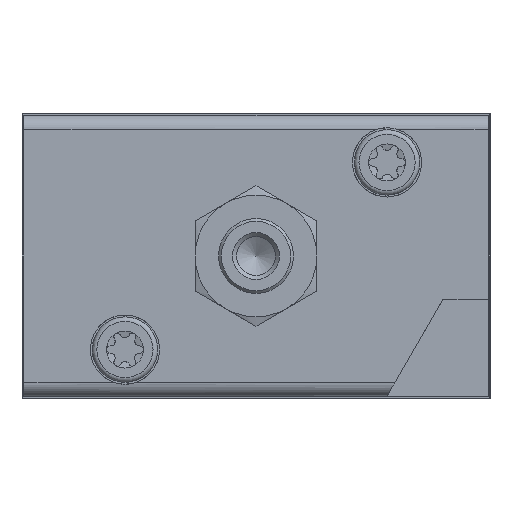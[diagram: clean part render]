
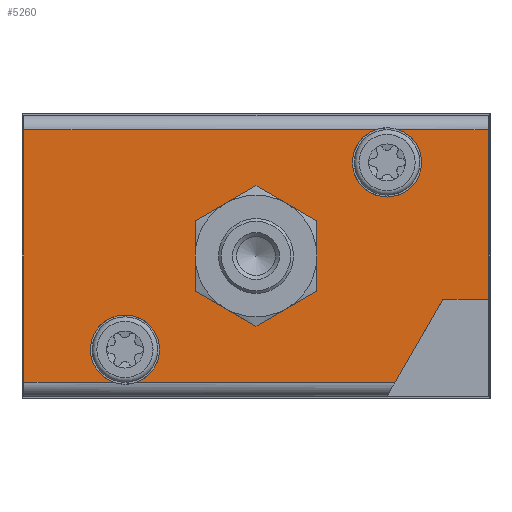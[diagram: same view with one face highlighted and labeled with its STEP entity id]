
A CAD part, left-side view. The second image highlights one B-rep face of the part: STEP entity #5260.
In plain terms, the highlighted planar face has unit normal (-1, 0, 0).
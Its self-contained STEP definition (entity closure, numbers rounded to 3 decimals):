
#28=PLANE('',#5660);
#424=LINE('',#8441,#763);
#426=LINE('',#8449,#765);
#433=LINE('',#8492,#772);
#435=LINE('',#8500,#774);
#446=LINE('',#8545,#785);
#447=LINE('',#8547,#786);
#448=LINE('',#8549,#787);
#449=LINE('',#8551,#788);
#763=VECTOR('',#6300,1000.);
#765=VECTOR('',#6306,1000.);
#772=VECTOR('',#6327,1000.);
#774=VECTOR('',#6333,1000.);
#785=VECTOR('',#6376,1000.);
#786=VECTOR('',#6377,1000.);
#787=VECTOR('',#6378,1000.);
#788=VECTOR('',#6381,1000.);
#1294=ORIENTED_EDGE('',*,*,#2848,.T.);
#1295=ORIENTED_EDGE('',*,*,#2809,.T.);
#1296=ORIENTED_EDGE('',*,*,#2849,.T.);
#1297=ORIENTED_EDGE('',*,*,#2850,.T.);
#1298=ORIENTED_EDGE('',*,*,#2851,.F.);
#1299=ORIENTED_EDGE('',*,*,#2823,.F.);
#1300=ORIENTED_EDGE('',*,*,#2852,.T.);
#1301=ORIENTED_EDGE('',*,*,#2827,.F.);
#1302=ORIENTED_EDGE('',*,*,#2853,.T.);
#1303=ORIENTED_EDGE('',*,*,#2805,.T.);
#1304=ORIENTED_EDGE('',*,*,#2854,.F.);
#1305=ORIENTED_EDGE('',*,*,#2855,.F.);
#1306=ORIENTED_EDGE('',*,*,#2856,.F.);
#1307=ORIENTED_EDGE('',*,*,#2857,.F.);
#1308=ORIENTED_EDGE('',*,*,#2858,.F.);
#1309=ORIENTED_EDGE('',*,*,#2859,.F.);
#2805=EDGE_CURVE('',#3560,#3558,#424,.T.);
#2809=EDGE_CURVE('',#3559,#3563,#426,.T.);
#2823=EDGE_CURVE('',#3576,#3578,#433,.T.);
#2827=EDGE_CURVE('',#3581,#3577,#435,.T.);
#2848=EDGE_CURVE('',#3558,#3559,#4007,.T.);
#2849=EDGE_CURVE('',#3563,#3600,#446,.T.);
#2850=EDGE_CURVE('',#3600,#3601,#447,.T.);
#2851=EDGE_CURVE('',#3578,#3601,#448,.T.);
#2852=EDGE_CURVE('',#3576,#3577,#4008,.T.);
#2853=EDGE_CURVE('',#3581,#3560,#449,.T.);
#2854=EDGE_CURVE('',#3602,#3603,#4009,.F.);
#2855=EDGE_CURVE('',#3604,#3602,#4010,.F.);
#2856=EDGE_CURVE('',#3605,#3604,#4011,.F.);
#2857=EDGE_CURVE('',#3606,#3605,#4012,.F.);
#2858=EDGE_CURVE('',#3607,#3606,#4013,.F.);
#2859=EDGE_CURVE('',#3603,#3607,#4014,.F.);
#3558=VERTEX_POINT('',#8439);
#3559=VERTEX_POINT('',#8440);
#3560=VERTEX_POINT('',#8442);
#3563=VERTEX_POINT('',#8448);
#3576=VERTEX_POINT('',#8490);
#3577=VERTEX_POINT('',#8491);
#3578=VERTEX_POINT('',#8493);
#3581=VERTEX_POINT('',#8499);
#3600=VERTEX_POINT('',#8546);
#3601=VERTEX_POINT('',#8548);
#3602=VERTEX_POINT('',#8553);
#3603=VERTEX_POINT('',#8554);
#3604=VERTEX_POINT('',#8556);
#3605=VERTEX_POINT('',#8558);
#3606=VERTEX_POINT('',#8560);
#3607=VERTEX_POINT('',#8562);
#4007=CIRCLE('',#5661,3.7);
#4008=CIRCLE('',#5662,3.7);
#4009=CIRCLE('',#5663,6.5);
#4010=CIRCLE('',#5664,6.5);
#4011=CIRCLE('',#5665,6.5);
#4012=CIRCLE('',#5666,6.5);
#4013=CIRCLE('',#5667,6.5);
#4014=CIRCLE('',#5668,6.5);
#4264=EDGE_LOOP('',(#1294,#1295,#1296,#1297,#1298,#1299,#1300,#1301,#1302,
#1303));
#4265=EDGE_LOOP('',(#1304,#1305,#1306,#1307,#1308,#1309));
#4703=FACE_BOUND('',#4264,.T.);
#4704=FACE_BOUND('',#4265,.T.);
#5260=ADVANCED_FACE('',(#4703,#4704),#28,.F.);
#5660=AXIS2_PLACEMENT_3D('',#8543,#6372,#6373);
#5661=AXIS2_PLACEMENT_3D('',#8544,#6374,#6375);
#5662=AXIS2_PLACEMENT_3D('',#8550,#6379,#6380);
#5663=AXIS2_PLACEMENT_3D('',#8552,#6382,#6383);
#5664=AXIS2_PLACEMENT_3D('',#8555,#6384,#6385);
#5665=AXIS2_PLACEMENT_3D('',#8557,#6386,#6387);
#5666=AXIS2_PLACEMENT_3D('',#8559,#6388,#6389);
#5667=AXIS2_PLACEMENT_3D('',#8561,#6390,#6391);
#5668=AXIS2_PLACEMENT_3D('',#8563,#6392,#6393);
#6300=DIRECTION('',(0.,-1.,0.));
#6306=DIRECTION('',(0.,-1.,0.));
#6327=DIRECTION('',(0.,-1.,0.));
#6333=DIRECTION('',(0.,-1.,0.));
#6372=DIRECTION('',(1.,0.,0.));
#6373=DIRECTION('',(0.,0.,-1.));
#6374=DIRECTION('',(1.,0.,0.));
#6375=DIRECTION('',(0.,0.,-1.));
#6376=DIRECTION('',(0.,-0.5,0.866));
#6377=DIRECTION('',(0.,-1.,0.));
#6378=DIRECTION('',(0.,0.,-1.));
#6379=DIRECTION('',(1.,0.,0.));
#6380=DIRECTION('',(0.,0.,-1.));
#6381=DIRECTION('',(0.,0.,-1.));
#6382=DIRECTION('',(1.,0.,0.));
#6383=DIRECTION('',(0.,0.,-1.));
#6384=DIRECTION('',(1.,0.,0.));
#6385=DIRECTION('',(0.,0.,-1.));
#6386=DIRECTION('',(1.,0.,0.));
#6387=DIRECTION('',(0.,0.,-1.));
#6388=DIRECTION('',(1.,0.,0.));
#6389=DIRECTION('',(0.,0.,-1.));
#6390=DIRECTION('',(1.,0.,0.));
#6391=DIRECTION('',(0.,0.,-1.));
#6392=DIRECTION('',(1.,0.,0.));
#6393=DIRECTION('',(0.,0.,-1.));
#8439=CARTESIAN_POINT('',(-67.,40.2,-13.5));
#8440=CARTESIAN_POINT('',(-67.,37.8,-13.5));
#8441=CARTESIAN_POINT('',(-67.,50.,-13.5));
#8442=CARTESIAN_POINT('',(-67.,49.8,-13.5));
#8448=CARTESIAN_POINT('',(-67.,10.162,-13.5));
#8449=CARTESIAN_POINT('',(-67.,50.,-13.5));
#8490=CARTESIAN_POINT('',(-67.,9.8,13.5));
#8491=CARTESIAN_POINT('',(-67.,12.2,13.5));
#8492=CARTESIAN_POINT('',(-67.,50.,13.5));
#8493=CARTESIAN_POINT('',(-67.,0.2,13.5));
#8499=CARTESIAN_POINT('',(-67.,49.8,13.5));
#8500=CARTESIAN_POINT('',(-67.,50.,13.5));
#8543=CARTESIAN_POINT('',(-67.,49.8,15.2));
#8544=CARTESIAN_POINT('',(-67.,39.,-10.));
#8545=CARTESIAN_POINT('',(-67.,11.028,-15.));
#8546=CARTESIAN_POINT('',(-67.,5.028,-4.608));
#8547=CARTESIAN_POINT('',(-67.,5.028,-4.608));
#8548=CARTESIAN_POINT('',(-67.,0.2,-4.608));
#8549=CARTESIAN_POINT('',(-67.,0.2,15.2));
#8550=CARTESIAN_POINT('',(-67.,11.,10.));
#8551=CARTESIAN_POINT('',(-67.,49.8,15.2));
#8552=CARTESIAN_POINT('',(-67.,25.,0.));
#8553=CARTESIAN_POINT('',(-67.,18.5,0.));
#8554=CARTESIAN_POINT('',(-67.,21.75,5.629));
#8555=CARTESIAN_POINT('',(-67.,25.,0.));
#8556=CARTESIAN_POINT('',(-67.,21.75,-5.629));
#8557=CARTESIAN_POINT('',(-67.,25.,0.));
#8558=CARTESIAN_POINT('',(-67.,28.25,-5.629));
#8559=CARTESIAN_POINT('',(-67.,25.,0.));
#8560=CARTESIAN_POINT('',(-67.,31.5,0.));
#8561=CARTESIAN_POINT('',(-67.,25.,0.));
#8562=CARTESIAN_POINT('',(-67.,28.25,5.629));
#8563=CARTESIAN_POINT('',(-67.,25.,0.));
